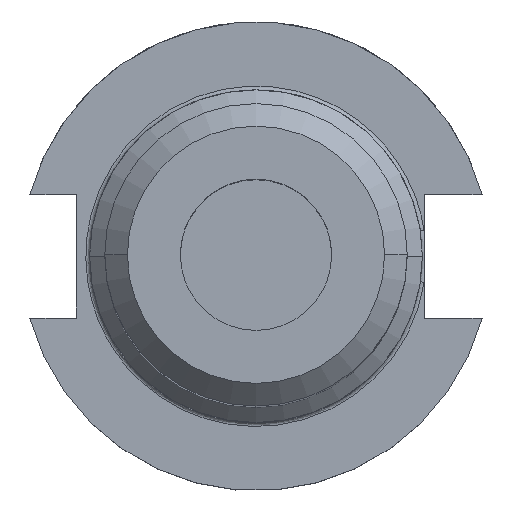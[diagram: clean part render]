
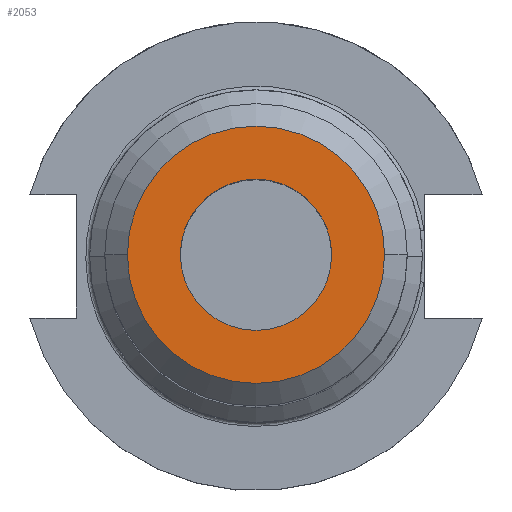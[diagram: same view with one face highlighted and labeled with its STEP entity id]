
A CAD part, top view. The second image highlights one B-rep face of the part: STEP entity #2053.
In plain terms, the highlighted planar face has unit normal (0, 0, 1).
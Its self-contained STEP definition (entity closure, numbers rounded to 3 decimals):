
#5 = CIRCLE ( 'NONE', #1434, 15.875 ) ;
#81 = CARTESIAN_POINT ( 'NONE',  ( 0., 0., 203.2 ) ) ;
#99 = CARTESIAN_POINT ( 'NONE',  ( -27.324, -27.324, 203.2 ) ) ;
#126 = CARTESIAN_POINT ( 'NONE',  ( -15.875, 0., 203.2 ) ) ;
#294 = DIRECTION ( 'NONE',  ( 1., 0., 0. ) ) ;
#404 = VERTEX_POINT ( 'NONE', #1413 ) ;
#443 = CIRCLE ( 'NONE', #1806, 15.875 ) ;
#562 = ORIENTED_EDGE ( 'NONE', *, *, #1801, .T. ) ;
#652 = CARTESIAN_POINT ( 'NONE',  ( 27., 0., 203.2 ) ) ;
#736 = VERTEX_POINT ( 'NONE', #2286 ) ;
#890 = EDGE_CURVE ( 'NONE', #1135, #736, #1058, .T. ) ;
#927 = CARTESIAN_POINT ( 'NONE',  ( 0., 0., 203.2 ) ) ;
#959 = ORIENTED_EDGE ( 'NONE', *, *, #890, .T. ) ;
#1022 = DIRECTION ( 'NONE',  ( -1., 0., 0. ) ) ;
#1040 = EDGE_LOOP ( 'NONE', ( #562, #1244 ) ) ;
#1058 = CIRCLE ( 'NONE', #1317, 27. ) ;
#1073 = FACE_OUTER_BOUND ( 'NONE', #2375, .T. ) ;
#1135 = VERTEX_POINT ( 'NONE', #652 ) ;
#1205 = DIRECTION ( 'NONE',  ( 0., 0., 1. ) ) ;
#1208 = CARTESIAN_POINT ( 'NONE',  ( 0., 0., 203.2 ) ) ;
#1244 = ORIENTED_EDGE ( 'NONE', *, *, #1253, .T. ) ;
#1248 = AXIS2_PLACEMENT_3D ( 'NONE', #99, #1377, #294 ) ;
#1253 = EDGE_CURVE ( 'NONE', #2165, #404, #443, .T. ) ;
#1317 = AXIS2_PLACEMENT_3D ( 'NONE', #927, #1490, #1661 ) ;
#1377 = DIRECTION ( 'NONE',  ( 0., 0., 1. ) ) ;
#1382 = DIRECTION ( 'NONE',  ( 1., 0., 0. ) ) ;
#1413 = CARTESIAN_POINT ( 'NONE',  ( 15.875, 0., 203.2 ) ) ;
#1434 = AXIS2_PLACEMENT_3D ( 'NONE', #81, #1767, #1762 ) ;
#1439 = DIRECTION ( 'NONE',  ( 0., 0., -1. ) ) ;
#1490 = DIRECTION ( 'NONE',  ( 0., 0., 1. ) ) ;
#1506 = CARTESIAN_POINT ( 'NONE',  ( 0., 0., 203.2 ) ) ;
#1571 = ORIENTED_EDGE ( 'NONE', *, *, #1847, .T. ) ;
#1661 = DIRECTION ( 'NONE',  ( -1., 0., 0. ) ) ;
#1762 = DIRECTION ( 'NONE',  ( 1., 0., 0. ) ) ;
#1767 = DIRECTION ( 'NONE',  ( 0., 0., -1. ) ) ;
#1799 = AXIS2_PLACEMENT_3D ( 'NONE', #1208, #1205, #1022 ) ;
#1801 = EDGE_CURVE ( 'NONE', #404, #2165, #5, .T. ) ;
#1806 = AXIS2_PLACEMENT_3D ( 'NONE', #1506, #1439, #1382 ) ;
#1847 = EDGE_CURVE ( 'NONE', #736, #1135, #1854, .T. ) ;
#1854 = CIRCLE ( 'NONE', #1799, 27. ) ;
#2005 = FACE_BOUND ( 'NONE', #1040, .T. ) ;
#2053 = ADVANCED_FACE ( 'NONE', ( #2005, #1073 ), #2127, .T. ) ;
#2127 = PLANE ( 'NONE',  #1248 ) ;
#2165 = VERTEX_POINT ( 'NONE', #126 ) ;
#2286 = CARTESIAN_POINT ( 'NONE',  ( -27., 0., 203.2 ) ) ;
#2375 = EDGE_LOOP ( 'NONE', ( #1571, #959 ) ) ;
